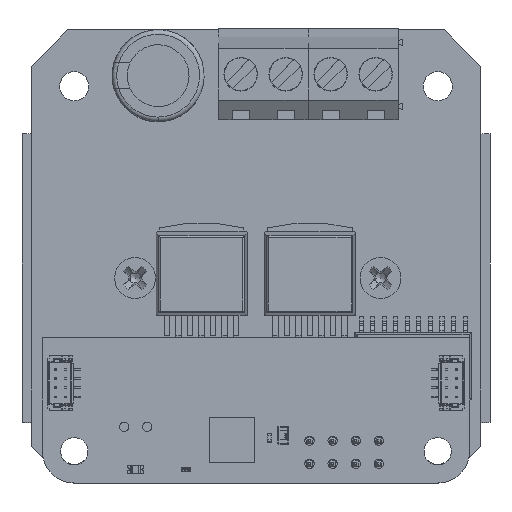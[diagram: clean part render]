
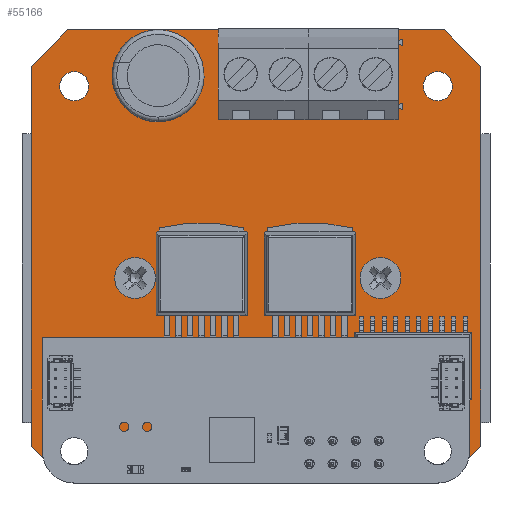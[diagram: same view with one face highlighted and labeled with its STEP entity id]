
A CAD part, top view. The second image highlights one B-rep face of the part: STEP entity #55166.
In plain terms, the highlighted planar face has unit normal (0, 0, 1).
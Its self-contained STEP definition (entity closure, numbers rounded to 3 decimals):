
#54964 = VERTEX_POINT('',#54965);
#54965 = CARTESIAN_POINT('',(-20.75,24.9,1.6));
#54971 = EDGE_CURVE('',#54964,#54972,#54974,.T.);
#54972 = VERTEX_POINT('',#54973);
#54973 = CARTESIAN_POINT('',(20.75,24.9,1.6));
#54974 = LINE('',#54975,#54976);
#54975 = CARTESIAN_POINT('',(-24.75,24.9,1.6));
#54976 = VECTOR('',#54977,1.);
#54977 = DIRECTION('',(1.,0.,0.));
#55124 = EDGE_CURVE('',#54964,#55125,#55127,.T.);
#55125 = VERTEX_POINT('',#55126);
#55126 = CARTESIAN_POINT('',(-24.75,20.9,1.6));
#55127 = LINE('',#55128,#55129);
#55128 = CARTESIAN_POINT('',(-22.788,22.863,1.6));
#55129 = VECTOR('',#55130,1.);
#55130 = DIRECTION('',(-0.707,-0.707,0.));
#55148 = EDGE_CURVE('',#54972,#55149,#55151,.T.);
#55149 = VERTEX_POINT('',#55150);
#55150 = CARTESIAN_POINT('',(24.75,20.9,1.6));
#55151 = LINE('',#55152,#55153);
#55152 = CARTESIAN_POINT('',(22.788,22.863,1.6));
#55153 = VECTOR('',#55154,1.);
#55154 = DIRECTION('',(0.707,-0.707,0.));
#55166 = ADVANCED_FACE('',(#55167,#55210,#55221,#55232,#55243,#55254,
    #55265),#55276,.F.);
#55167 = FACE_BOUND('',#55168,.F.);
#55168 = EDGE_LOOP('',(#55169,#55170,#55171,#55179,#55187,#55195,#55203,
    #55209));
#55169 = ORIENTED_EDGE('',*,*,#54971,.T.);
#55170 = ORIENTED_EDGE('',*,*,#55148,.T.);
#55171 = ORIENTED_EDGE('',*,*,#55172,.T.);
#55172 = EDGE_CURVE('',#55149,#55173,#55175,.T.);
#55173 = VERTEX_POINT('',#55174);
#55174 = CARTESIAN_POINT('',(24.75,-20.9,1.6));
#55175 = LINE('',#55176,#55177);
#55176 = CARTESIAN_POINT('',(24.75,24.9,1.6));
#55177 = VECTOR('',#55178,1.);
#55178 = DIRECTION('',(0.,-1.,0.));
#55179 = ORIENTED_EDGE('',*,*,#55180,.T.);
#55180 = EDGE_CURVE('',#55173,#55181,#55183,.T.);
#55181 = VERTEX_POINT('',#55182);
#55182 = CARTESIAN_POINT('',(20.75,-24.9,1.6));
#55183 = LINE('',#55184,#55185);
#55184 = CARTESIAN_POINT('',(22.788,-22.863,1.6));
#55185 = VECTOR('',#55186,1.);
#55186 = DIRECTION('',(-0.707,-0.707,0.));
#55187 = ORIENTED_EDGE('',*,*,#55188,.T.);
#55188 = EDGE_CURVE('',#55181,#55189,#55191,.T.);
#55189 = VERTEX_POINT('',#55190);
#55190 = CARTESIAN_POINT('',(-20.75,-24.9,1.6));
#55191 = LINE('',#55192,#55193);
#55192 = CARTESIAN_POINT('',(24.75,-24.9,1.6));
#55193 = VECTOR('',#55194,1.);
#55194 = DIRECTION('',(-1.,0.,0.));
#55195 = ORIENTED_EDGE('',*,*,#55196,.T.);
#55196 = EDGE_CURVE('',#55189,#55197,#55199,.T.);
#55197 = VERTEX_POINT('',#55198);
#55198 = CARTESIAN_POINT('',(-24.75,-20.9,1.6));
#55199 = LINE('',#55200,#55201);
#55200 = CARTESIAN_POINT('',(-22.788,-22.863,1.6));
#55201 = VECTOR('',#55202,1.);
#55202 = DIRECTION('',(-0.707,0.707,0.));
#55203 = ORIENTED_EDGE('',*,*,#55204,.T.);
#55204 = EDGE_CURVE('',#55197,#55125,#55205,.T.);
#55205 = LINE('',#55206,#55207);
#55206 = CARTESIAN_POINT('',(-24.75,-24.9,1.6));
#55207 = VECTOR('',#55208,1.);
#55208 = DIRECTION('',(0.,1.,0.));
#55209 = ORIENTED_EDGE('',*,*,#55124,.F.);
#55210 = FACE_BOUND('',#55211,.F.);
#55211 = EDGE_LOOP('',(#55212));
#55212 = ORIENTED_EDGE('',*,*,#55213,.T.);
#55213 = EDGE_CURVE('',#55214,#55214,#55216,.T.);
#55214 = VERTEX_POINT('',#55215);
#55215 = CARTESIAN_POINT('',(21.6,-21.3,1.6));
#55216 = CIRCLE('',#55217,1.6);
#55217 = AXIS2_PLACEMENT_3D('',#55218,#55219,#55220);
#55218 = CARTESIAN_POINT('',(20.,-21.3,1.6));
#55219 = DIRECTION('',(0.,0.,1.));
#55220 = DIRECTION('',(1.,0.,-0.));
#55221 = FACE_BOUND('',#55222,.F.);
#55222 = EDGE_LOOP('',(#55223));
#55223 = ORIENTED_EDGE('',*,*,#55224,.T.);
#55224 = EDGE_CURVE('',#55225,#55225,#55227,.T.);
#55225 = VERTEX_POINT('',#55226);
#55226 = CARTESIAN_POINT('',(15.1,-2.4,1.6));
#55227 = CIRCLE('',#55228,1.6);
#55228 = AXIS2_PLACEMENT_3D('',#55229,#55230,#55231);
#55229 = CARTESIAN_POINT('',(13.5,-2.4,1.6));
#55230 = DIRECTION('',(0.,0.,1.));
#55231 = DIRECTION('',(1.,0.,-0.));
#55232 = FACE_BOUND('',#55233,.F.);
#55233 = EDGE_LOOP('',(#55234));
#55234 = ORIENTED_EDGE('',*,*,#55235,.T.);
#55235 = EDGE_CURVE('',#55236,#55236,#55238,.T.);
#55236 = VERTEX_POINT('',#55237);
#55237 = CARTESIAN_POINT('',(-18.4,-21.3,1.6));
#55238 = CIRCLE('',#55239,1.6);
#55239 = AXIS2_PLACEMENT_3D('',#55240,#55241,#55242);
#55240 = CARTESIAN_POINT('',(-20.,-21.3,1.6));
#55241 = DIRECTION('',(0.,0.,1.));
#55242 = DIRECTION('',(1.,0.,-0.));
#55243 = FACE_BOUND('',#55244,.F.);
#55244 = EDGE_LOOP('',(#55245));
#55245 = ORIENTED_EDGE('',*,*,#55246,.T.);
#55246 = EDGE_CURVE('',#55247,#55247,#55249,.T.);
#55247 = VERTEX_POINT('',#55248);
#55248 = CARTESIAN_POINT('',(-11.9,-2.4,1.6));
#55249 = CIRCLE('',#55250,1.6);
#55250 = AXIS2_PLACEMENT_3D('',#55251,#55252,#55253);
#55251 = CARTESIAN_POINT('',(-13.5,-2.4,1.6));
#55252 = DIRECTION('',(0.,0.,1.));
#55253 = DIRECTION('',(1.,0.,-0.));
#55254 = FACE_BOUND('',#55255,.F.);
#55255 = EDGE_LOOP('',(#55256));
#55256 = ORIENTED_EDGE('',*,*,#55257,.T.);
#55257 = EDGE_CURVE('',#55258,#55258,#55260,.T.);
#55258 = VERTEX_POINT('',#55259);
#55259 = CARTESIAN_POINT('',(21.6,18.7,1.6));
#55260 = CIRCLE('',#55261,1.6);
#55261 = AXIS2_PLACEMENT_3D('',#55262,#55263,#55264);
#55262 = CARTESIAN_POINT('',(20.,18.7,1.6));
#55263 = DIRECTION('',(0.,0.,1.));
#55264 = DIRECTION('',(1.,0.,-0.));
#55265 = FACE_BOUND('',#55266,.F.);
#55266 = EDGE_LOOP('',(#55267));
#55267 = ORIENTED_EDGE('',*,*,#55268,.T.);
#55268 = EDGE_CURVE('',#55269,#55269,#55271,.T.);
#55269 = VERTEX_POINT('',#55270);
#55270 = CARTESIAN_POINT('',(-18.4,18.7,1.6));
#55271 = CIRCLE('',#55272,1.6);
#55272 = AXIS2_PLACEMENT_3D('',#55273,#55274,#55275);
#55273 = CARTESIAN_POINT('',(-20.,18.7,1.6));
#55274 = DIRECTION('',(0.,0.,1.));
#55275 = DIRECTION('',(1.,0.,-0.));
#55276 = PLANE('',#55277);
#55277 = AXIS2_PLACEMENT_3D('',#55278,#55279,#55280);
#55278 = CARTESIAN_POINT('',(0.,0.,1.6));
#55279 = DIRECTION('',(-0.,-0.,-1.));
#55280 = DIRECTION('',(-1.,0.,0.));
